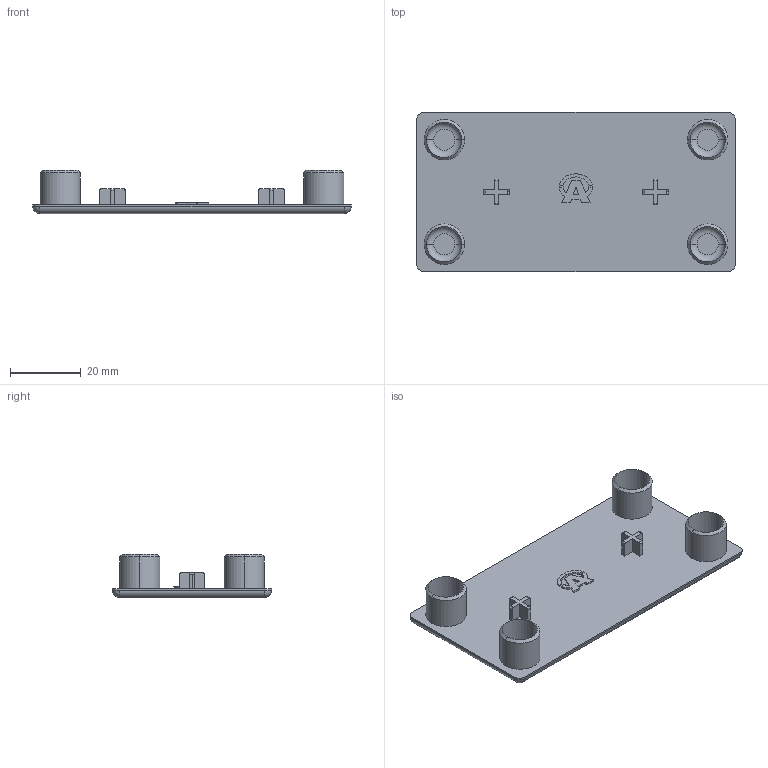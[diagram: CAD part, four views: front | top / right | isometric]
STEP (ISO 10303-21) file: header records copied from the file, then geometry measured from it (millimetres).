
FILE_DESCRIPTION (( 'STEP AP203' ), '1' );
FILE_NAME ('084.201.019-2.STEP', '2013-01-23T07:23:28', ( 'Alusic' ), ( 'Alusic' ), 'SwSTEP 2.0', 'SolidWorks 2011', '' );
FILE_SCHEMA (( 'CONFIG_CONTROL_DESIGN' ));
Length unit declared in the file: millimetre
Products named in the file (1): 084.201.019-2
Bounding box: 90 x 45 x 12.2 mm (x, y, z)
Volume: 11033.6 mm3; surface area: 11250.3 mm2
Topology: 1 solids, 1 shells, 122 faces, 301 edges, 186 vertices
Faces by surface type: cylinder 34, plane 34, bspline 24, torus 18, cone 8, sphere 4
Entity records: 3820 total; most frequent: CARTESIAN_POINT 998, ORIENTED_EDGE 594, DIRECTION 529, EDGE_CURVE 297, AXIS2_PLACEMENT_3D 197, VERTEX_POINT 186, VECTOR 135, LINE 135
